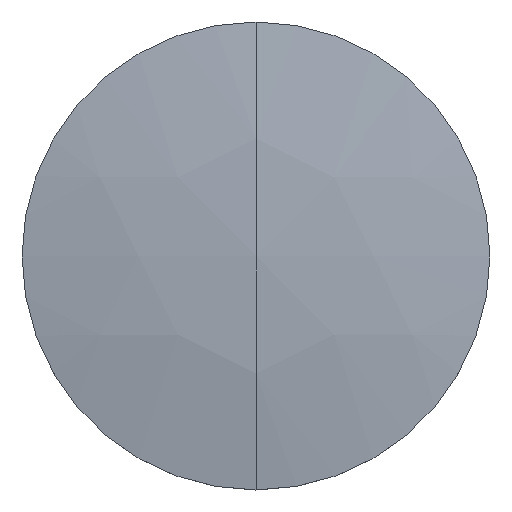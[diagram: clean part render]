
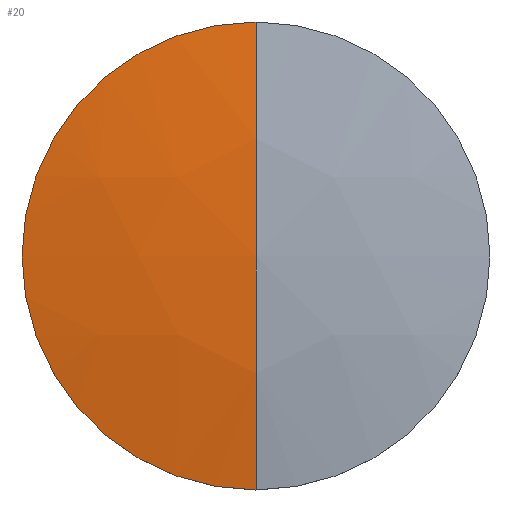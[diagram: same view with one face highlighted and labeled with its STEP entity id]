
A CAD part, top view. The second image highlights one B-rep face of the part: STEP entity #20.
In plain terms, the highlighted free-form (B-spline) face has degree [3, 3] with [4, 4] control points.
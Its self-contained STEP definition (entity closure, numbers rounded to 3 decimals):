
#1 = CIRCLE ( 'NONE', #156, 25.4 ) ;
#3 = DIRECTION ( 'NONE',  ( 0., 0., -1. ) ) ;
#15 = DIRECTION ( 'NONE',  ( 1., 0., 0. ) ) ;
#16 = VERTEX_POINT ( 'NONE', #128 ) ;
#19 = ORIENTED_EDGE ( 'NONE', *, *, #236, .T. ) ;
#20 = ADVANCED_FACE ( 'NONE', ( #218 ), #41, .T. ) ;
#33 = CIRCLE ( 'NONE', #267, 25.4 ) ;
#35 = AXIS2_PLACEMENT_3D ( 'NONE', #103, #118, #264 ) ;
#38 = VERTEX_POINT ( 'NONE', #129 ) ;
#41 =( BOUNDED_SURFACE ( )  B_SPLINE_SURFACE ( 3, 3, ( 
 ( #245, #251, #271, #201 ),
 ( #292, #224, #112, #91 ),
 ( #132, #152, #70, #110 ),
 ( #295, #66, #202, #291 ) ),
 .UNSPECIFIED., .F., .F., .F. ) 
 B_SPLINE_SURFACE_WITH_KNOTS ( ( 4, 4 ),
 ( 4, 4 ),
 ( 0., 1. ),
 ( 0., 1. ),
 .UNSPECIFIED. ) 
 GEOMETRIC_REPRESENTATION_ITEM ( )  RATIONAL_B_SPLINE_SURFACE ( (
 ( 1., 0.997, 0.997, 1.),
 ( 0.989, 0.986, 0.986, 0.989),
 ( 0.989, 0.986, 0.986, 0.989),
 ( 1., 0.997, 0.997, 1.) ) ) 
 REPRESENTATION_ITEM ( '' )  SURFACE ( )  );
#44 = ORIENTED_EDGE ( 'NONE', *, *, #280, .F. ) ;
#66 = CARTESIAN_POINT ( 'NONE',  ( -8.433, 25.701, 5.148 ) ) ;
#70 = CARTESIAN_POINT ( 'NONE',  ( -17.212, 8.663, 7.512 ) ) ;
#76 = DIRECTION ( 'NONE',  ( 1., 0., 0. ) ) ;
#77 = CARTESIAN_POINT ( 'NONE',  ( 0., 0., 5.203 ) ) ;
#89 = CIRCLE ( 'NONE', #35, 141.6 ) ;
#91 = CARTESIAN_POINT ( 'NONE',  ( -25.694, -8.663, 5.955 ) ) ;
#103 = CARTESIAN_POINT ( 'NONE',  ( 0., 0., -134.1 ) ) ;
#110 = CARTESIAN_POINT ( 'NONE',  ( -25.694, 8.663, 5.955 ) ) ;
#112 = CARTESIAN_POINT ( 'NONE',  ( -17.212, -8.663, 7.512 ) ) ;
#118 = DIRECTION ( 'NONE',  ( -1., 0., 0. ) ) ;
#128 = CARTESIAN_POINT ( 'NONE',  ( -25.4, 0., 5.203 ) ) ;
#129 = CARTESIAN_POINT ( 'NONE',  ( 0., 25.4, 5.203 ) ) ;
#131 = EDGE_CURVE ( 'NONE', #269, #16, #33, .T. ) ;
#132 = CARTESIAN_POINT ( 'NONE',  ( 0., 8.663, 8.293 ) ) ;
#152 = CARTESIAN_POINT ( 'NONE',  ( -8.624, 8.663, 8.293 ) ) ;
#156 = AXIS2_PLACEMENT_3D ( 'NONE', #77, #230, #15 ) ;
#193 = CARTESIAN_POINT ( 'NONE',  ( 0., -25.4, 5.203 ) ) ;
#201 = CARTESIAN_POINT ( 'NONE',  ( -25.126, -25.701, 2.862 ) ) ;
#202 = CARTESIAN_POINT ( 'NONE',  ( -16.832, 25.701, 4.384 ) ) ;
#211 = CARTESIAN_POINT ( 'NONE',  ( 0., 0., 5.203 ) ) ;
#218 = FACE_OUTER_BOUND ( 'NONE', #259, .T. ) ;
#223 = ORIENTED_EDGE ( 'NONE', *, *, #131, .F. ) ;
#224 = CARTESIAN_POINT ( 'NONE',  ( -8.624, -8.663, 8.293 ) ) ;
#230 = DIRECTION ( 'NONE',  ( 0., 0., -1. ) ) ;
#236 = EDGE_CURVE ( 'NONE', #269, #38, #89, .T. ) ;
#245 = CARTESIAN_POINT ( 'NONE',  ( 0., -25.701, 5.148 ) ) ;
#251 = CARTESIAN_POINT ( 'NONE',  ( -8.433, -25.701, 5.148 ) ) ;
#259 = EDGE_LOOP ( 'NONE', ( #223, #19, #44 ) ) ;
#264 = DIRECTION ( 'NONE',  ( 0., -1., 0. ) ) ;
#267 = AXIS2_PLACEMENT_3D ( 'NONE', #211, #3, #76 ) ;
#269 = VERTEX_POINT ( 'NONE', #193 ) ;
#271 = CARTESIAN_POINT ( 'NONE',  ( -16.832, -25.701, 4.384 ) ) ;
#280 = EDGE_CURVE ( 'NONE', #16, #38, #1, .T. ) ;
#291 = CARTESIAN_POINT ( 'NONE',  ( -25.126, 25.701, 2.862 ) ) ;
#292 = CARTESIAN_POINT ( 'NONE',  ( 0., -8.663, 8.293 ) ) ;
#295 = CARTESIAN_POINT ( 'NONE',  ( 0., 25.701, 5.148 ) ) ;
